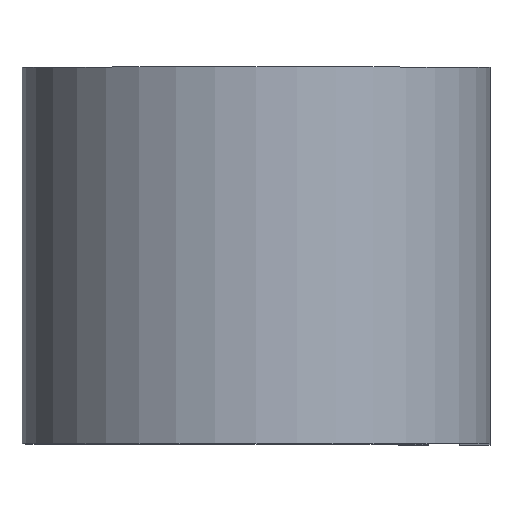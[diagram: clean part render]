
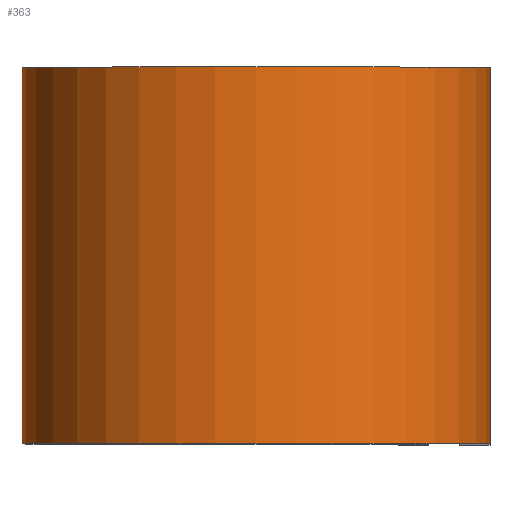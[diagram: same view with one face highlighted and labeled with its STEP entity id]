
A CAD part, top view. The second image highlights one B-rep face of the part: STEP entity #363.
In plain terms, the highlighted cylindrical face has radius 11.836 mm (diameter 23.673 mm), a partial arc.
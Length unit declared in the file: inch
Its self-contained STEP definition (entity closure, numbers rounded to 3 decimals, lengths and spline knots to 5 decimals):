
#6 = ORIENTED_EDGE ( 'NONE', *, *, #246, .T. ) ;
#19 = CARTESIAN_POINT ( 'NONE',  ( 0.466, 0.375, 0. ) ) ;
#86 = DIRECTION ( 'NONE',  ( 0., -1., 0. ) ) ;
#119 = ORIENTED_EDGE ( 'NONE', *, *, #267, .F. ) ;
#126 = VERTEX_POINT ( 'NONE', #470 ) ;
#152 = DIRECTION ( 'NONE',  ( 0., 1., 0. ) ) ;
#154 = EDGE_CURVE ( 'NONE', #491, #215, #558, .T. ) ;
#155 = DIRECTION ( 'NONE',  ( 1., 0., 0. ) ) ;
#183 = CARTESIAN_POINT ( 'NONE',  ( 0., 0.375, -0.466 ) ) ;
#186 = DIRECTION ( 'NONE',  ( 0., -1., 0. ) ) ;
#199 = CIRCLE ( 'NONE', #496, 0.466 ) ;
#215 = VERTEX_POINT ( 'NONE', #582 ) ;
#235 = CARTESIAN_POINT ( 'NONE',  ( 0., 0.375, 0. ) ) ;
#246 = EDGE_CURVE ( 'NONE', #126, #215, #426, .T. ) ;
#249 = AXIS2_PLACEMENT_3D ( 'NONE', #503, #432, #299 ) ;
#267 = EDGE_CURVE ( 'NONE', #413, #491, #199, .T. ) ;
#272 = FACE_OUTER_BOUND ( 'NONE', #381, .T. ) ;
#291 = CYLINDRICAL_SURFACE ( 'NONE', #249, 0.466 ) ;
#299 = DIRECTION ( 'NONE',  ( 0., 0., -1. ) ) ;
#363 = ADVANCED_FACE ( 'NONE', ( #272 ), #291, .T. ) ;
#381 = EDGE_LOOP ( 'NONE', ( #6, #396, #119, #600 ) ) ;
#396 = ORIENTED_EDGE ( 'NONE', *, *, #154, .F. ) ;
#413 = VERTEX_POINT ( 'NONE', #476 ) ;
#426 = CIRCLE ( 'NONE', #587, 0.466 ) ;
#432 = DIRECTION ( 'NONE',  ( 0., -1., 0. ) ) ;
#437 = VECTOR ( 'NONE', #186, 39.37008 ) ;
#438 = CARTESIAN_POINT ( 'NONE',  ( 0., -0.375, 0. ) ) ;
#439 = DIRECTION ( 'NONE',  ( 0., 1., 0. ) ) ;
#441 = DIRECTION ( 'NONE',  ( 1., 0., 0. ) ) ;
#443 = CARTESIAN_POINT ( 'NONE',  ( 0.466, 0.375, 0. ) ) ;
#463 = LINE ( 'NONE', #183, #437 ) ;
#470 = CARTESIAN_POINT ( 'NONE',  ( 0., -0.375, -0.466 ) ) ;
#476 = CARTESIAN_POINT ( 'NONE',  ( 0., 0.375, -0.466 ) ) ;
#491 = VERTEX_POINT ( 'NONE', #443 ) ;
#496 = AXIS2_PLACEMENT_3D ( 'NONE', #235, #152, #155 ) ;
#503 = CARTESIAN_POINT ( 'NONE',  ( 0., 0.375, 0. ) ) ;
#558 = LINE ( 'NONE', #19, #606 ) ;
#562 = EDGE_CURVE ( 'NONE', #413, #126, #463, .T. ) ;
#582 = CARTESIAN_POINT ( 'NONE',  ( 0.466, -0.375, 0. ) ) ;
#587 = AXIS2_PLACEMENT_3D ( 'NONE', #438, #439, #441 ) ;
#600 = ORIENTED_EDGE ( 'NONE', *, *, #562, .T. ) ;
#606 = VECTOR ( 'NONE', #86, 39.37008 ) ;
